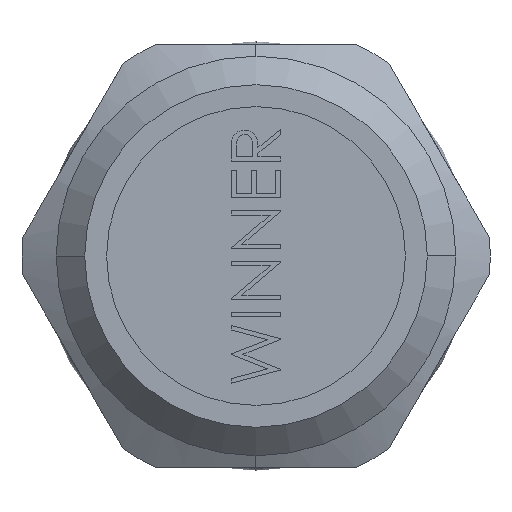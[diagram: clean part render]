
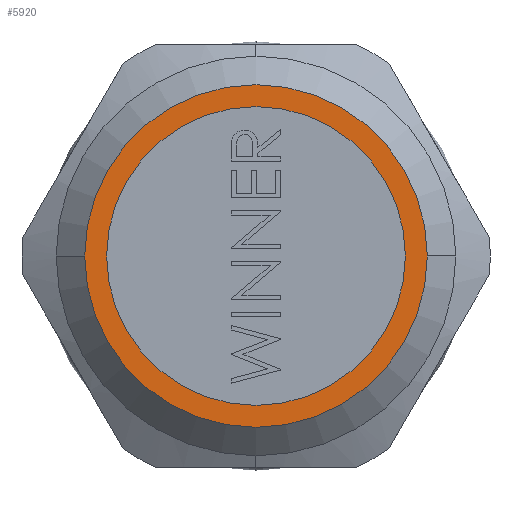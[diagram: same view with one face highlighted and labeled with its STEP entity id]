
A CAD part, left-side view. The second image highlights one B-rep face of the part: STEP entity #5920.
In plain terms, the highlighted planar face has unit normal (-1, 0, 0).
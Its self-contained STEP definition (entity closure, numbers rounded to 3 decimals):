
#42 = CARTESIAN_POINT ( 'NONE',  ( -15.55, 0., 0. ) ) ;
#83 = DIRECTION ( 'NONE',  ( -1., 0., 0. ) ) ;
#516 = EDGE_CURVE ( 'NONE', #9025, #1416, #1825, .T. ) ;
#1156 = EDGE_CURVE ( 'NONE', #8371, #4228, #9562, .T. ) ;
#1230 = CARTESIAN_POINT ( 'NONE',  ( -15.55, 9., 0. ) ) ;
#1285 = CARTESIAN_POINT ( 'NONE',  ( -15.55, -9., 0. ) ) ;
#1416 = VERTEX_POINT ( 'NONE', #1285 ) ;
#1825 = CIRCLE ( 'NONE', #6681, 9. ) ;
#1864 = ORIENTED_EDGE ( 'NONE', *, *, #6401, .F. ) ;
#2692 = DIRECTION ( 'NONE',  ( 1., 0., 0. ) ) ;
#2852 = DIRECTION ( 'NONE',  ( 0., 0., -1. ) ) ;
#3990 = FACE_BOUND ( 'NONE', #4825, .T. ) ;
#4089 = CARTESIAN_POINT ( 'NONE',  ( -15.55, 0., 0. ) ) ;
#4228 = VERTEX_POINT ( 'NONE', #8721 ) ;
#4825 = EDGE_LOOP ( 'NONE', ( #7653, #1864 ) ) ;
#4878 = CARTESIAN_POINT ( 'NONE',  ( -15.55, 0., 0. ) ) ;
#4932 = DIRECTION ( 'NONE',  ( 1., 0., 0. ) ) ;
#4970 = EDGE_CURVE ( 'NONE', #1416, #9025, #8750, .T. ) ;
#4999 = AXIS2_PLACEMENT_3D ( 'NONE', #42, #83, #10538 ) ;
#5538 = ORIENTED_EDGE ( 'NONE', *, *, #516, .F. ) ;
#5675 = DIRECTION ( 'NONE',  ( 0., 0., -1. ) ) ;
#5835 = PLANE ( 'NONE',  #4999 ) ;
#5920 = ADVANCED_FACE ( 'NONE', ( #6809, #3990 ), #5835, .T. ) ;
#6210 = CARTESIAN_POINT ( 'NONE',  ( -15.55, 0., 0. ) ) ;
#6401 = EDGE_CURVE ( 'NONE', #4228, #8371, #10250, .T. ) ;
#6681 = AXIS2_PLACEMENT_3D ( 'NONE', #6210, #2692, #8368 ) ;
#6809 = FACE_OUTER_BOUND ( 'NONE', #9566, .T. ) ;
#6939 = DIRECTION ( 'NONE',  ( 0., 1., 0. ) ) ;
#7509 = CARTESIAN_POINT ( 'NONE',  ( -15.55, 0., -7.85 ) ) ;
#7653 = ORIENTED_EDGE ( 'NONE', *, *, #1156, .F. ) ;
#8089 = AXIS2_PLACEMENT_3D ( 'NONE', #12264, #11351, #2852 ) ;
#8368 = DIRECTION ( 'NONE',  ( 0., 1., 0. ) ) ;
#8371 = VERTEX_POINT ( 'NONE', #7509 ) ;
#8721 = CARTESIAN_POINT ( 'NONE',  ( -15.55, 0., 7.85 ) ) ;
#8750 = CIRCLE ( 'NONE', #10389, 9. ) ;
#9025 = VERTEX_POINT ( 'NONE', #1230 ) ;
#9562 = CIRCLE ( 'NONE', #9642, 7.85 ) ;
#9566 = EDGE_LOOP ( 'NONE', ( #5538, #10783 ) ) ;
#9642 = AXIS2_PLACEMENT_3D ( 'NONE', #4878, #11413, #5675 ) ;
#10250 = CIRCLE ( 'NONE', #8089, 7.85 ) ;
#10389 = AXIS2_PLACEMENT_3D ( 'NONE', #4089, #4932, #6939 ) ;
#10538 = DIRECTION ( 'NONE',  ( 0., -1., 0. ) ) ;
#10783 = ORIENTED_EDGE ( 'NONE', *, *, #4970, .F. ) ;
#11351 = DIRECTION ( 'NONE',  ( -1., 0., 0. ) ) ;
#11413 = DIRECTION ( 'NONE',  ( -1., 0., 0. ) ) ;
#12264 = CARTESIAN_POINT ( 'NONE',  ( -15.55, 0., 0. ) ) ;
